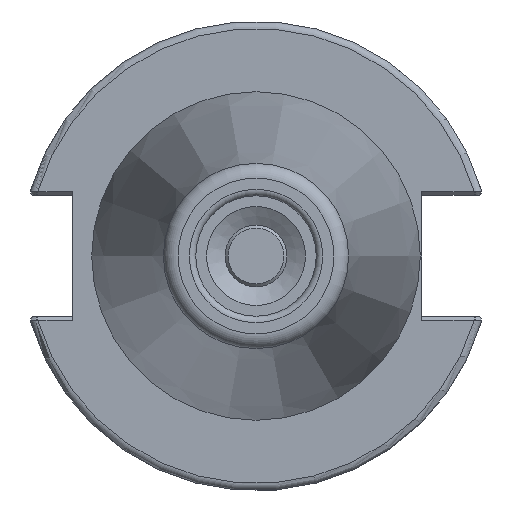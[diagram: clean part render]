
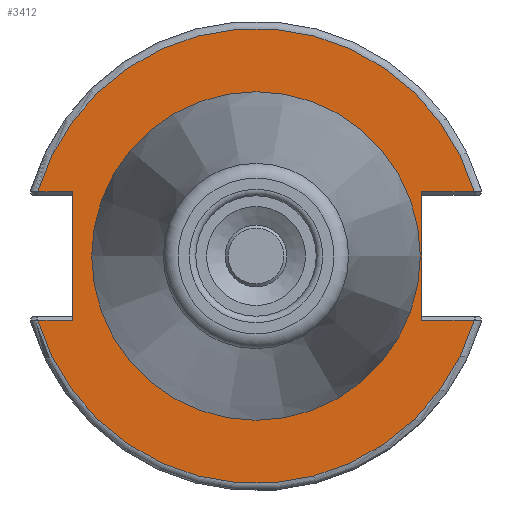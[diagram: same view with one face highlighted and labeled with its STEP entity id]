
A CAD part, left-side view. The second image highlights one B-rep face of the part: STEP entity #3412.
In plain terms, the highlighted planar face has unit normal (-1, 0, 0).
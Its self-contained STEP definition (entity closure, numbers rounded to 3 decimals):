
#99=FACE_BOUND('',#579,.T.);
#205=CIRCLE('',#3699,30.775);
#206=CIRCLE('',#3701,30.775);
#207=CIRCLE('',#3702,22.225);
#208=CIRCLE('',#3703,22.225);
#364=FACE_OUTER_BOUND('',#578,.T.);
#578=EDGE_LOOP('',(#2437,#2438,#2439,#2440,#2441,#2442,#2443,#2444));
#579=EDGE_LOOP('',(#2445,#2446));
#825=LINE('',#5267,#1119);
#827=LINE('',#5335,#1121);
#828=LINE('',#5337,#1122);
#829=LINE('',#5341,#1123);
#830=LINE('',#5343,#1124);
#831=LINE('',#5344,#1125);
#1119=VECTOR('',#4177,10.);
#1121=VECTOR('',#4195,10.);
#1122=VECTOR('',#4196,10.);
#1123=VECTOR('',#4199,10.);
#1124=VECTOR('',#4200,10.);
#1125=VECTOR('',#4201,10.);
#1446=VERTEX_POINT('',#5260);
#1449=VERTEX_POINT('',#5265);
#1455=VERTEX_POINT('',#5313);
#1457=VERTEX_POINT('',#5334);
#1458=VERTEX_POINT('',#5336);
#1459=VERTEX_POINT('',#5338);
#1460=VERTEX_POINT('',#5340);
#1461=VERTEX_POINT('',#5342);
#1462=VERTEX_POINT('',#5345);
#1463=VERTEX_POINT('',#5346);
#1810=EDGE_CURVE('',#1449,#1446,#825,.T.);
#1820=EDGE_CURVE('',#1446,#1455,#205,.T.);
#1823=EDGE_CURVE('',#1449,#1457,#827,.T.);
#1824=EDGE_CURVE('',#1458,#1457,#828,.T.);
#1825=EDGE_CURVE('',#1459,#1458,#206,.T.);
#1826=EDGE_CURVE('',#1460,#1459,#829,.T.);
#1827=EDGE_CURVE('',#1460,#1461,#830,.T.);
#1828=EDGE_CURVE('',#1455,#1461,#831,.T.);
#1829=EDGE_CURVE('',#1462,#1463,#207,.T.);
#1830=EDGE_CURVE('',#1463,#1462,#208,.T.);
#2437=ORIENTED_EDGE('',*,*,#1810,.F.);
#2438=ORIENTED_EDGE('',*,*,#1823,.T.);
#2439=ORIENTED_EDGE('',*,*,#1824,.F.);
#2440=ORIENTED_EDGE('',*,*,#1825,.F.);
#2441=ORIENTED_EDGE('',*,*,#1826,.F.);
#2442=ORIENTED_EDGE('',*,*,#1827,.T.);
#2443=ORIENTED_EDGE('',*,*,#1828,.F.);
#2444=ORIENTED_EDGE('',*,*,#1820,.F.);
#2445=ORIENTED_EDGE('',*,*,#1829,.T.);
#2446=ORIENTED_EDGE('',*,*,#1830,.T.);
#3261=PLANE('',#3700);
#3412=ADVANCED_FACE('',(#364,#99),#3261,.T.);
#3699=AXIS2_PLACEMENT_3D('',#5314,#4191,#4192);
#3700=AXIS2_PLACEMENT_3D('',#5333,#4193,#4194);
#3701=AXIS2_PLACEMENT_3D('',#5339,#4197,#4198);
#3702=AXIS2_PLACEMENT_3D('',#5347,#4202,#4203);
#3703=AXIS2_PLACEMENT_3D('',#5348,#4204,#4205);
#4177=DIRECTION('',(0.,-1.,0.));
#4191=DIRECTION('center_axis',(1.,0.,0.));
#4192=DIRECTION('ref_axis',(0.,0.,-1.));
#4193=DIRECTION('center_axis',(-1.,0.,0.));
#4194=DIRECTION('ref_axis',(0.,0.,1.));
#4195=DIRECTION('',(0.,0.,1.));
#4196=DIRECTION('',(0.,1.,0.));
#4197=DIRECTION('center_axis',(1.,0.,0.));
#4198=DIRECTION('ref_axis',(0.,0.,-1.));
#4199=DIRECTION('',(0.,1.,0.));
#4200=DIRECTION('',(0.,0.,-1.));
#4201=DIRECTION('',(0.,-1.,0.));
#4202=DIRECTION('center_axis',(1.,0.,0.));
#4203=DIRECTION('ref_axis',(0.,0.,-1.));
#4204=DIRECTION('center_axis',(1.,0.,0.));
#4205=DIRECTION('ref_axis',(0.,0.,-1.));
#5260=CARTESIAN_POINT('',(3.175,-29.523,-8.69));
#5265=CARTESIAN_POINT('',(3.175,-22.41,-8.69));
#5267=CARTESIAN_POINT('',(3.175,-4.878,-8.69));
#5313=CARTESIAN_POINT('',(3.175,29.523,-8.69));
#5314=CARTESIAN_POINT('Origin',(3.175,0.,
0.));
#5333=CARTESIAN_POINT('Origin',(3.175,30.775,0.));
#5334=CARTESIAN_POINT('',(3.175,-22.41,8.69));
#5335=CARTESIAN_POINT('',(3.175,-22.41,-4.095));
#5336=CARTESIAN_POINT('',(3.175,-29.523,8.69));
#5337=CARTESIAN_POINT('',(3.175,4.182,8.69));
#5338=CARTESIAN_POINT('',(3.175,29.523,8.69));
#5339=CARTESIAN_POINT('Origin',(3.175,0.,
0.));
#5340=CARTESIAN_POINT('',(3.175,24.8,8.69));
#5341=CARTESIAN_POINT('',(3.175,32.958,8.69));
#5342=CARTESIAN_POINT('',(3.175,24.8,-8.69));
#5343=CARTESIAN_POINT('',(3.175,24.8,4.095));
#5344=CARTESIAN_POINT('',(3.175,27.788,-8.69));
#5345=CARTESIAN_POINT('',(3.175,22.225,0.));
#5346=CARTESIAN_POINT('',(3.175,-22.225,0.));
#5347=CARTESIAN_POINT('Origin',(3.175,0.,
0.));
#5348=CARTESIAN_POINT('Origin',(3.175,0.,
0.));
